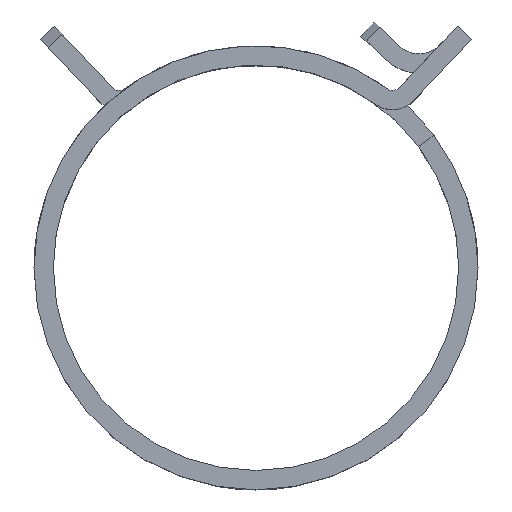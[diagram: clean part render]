
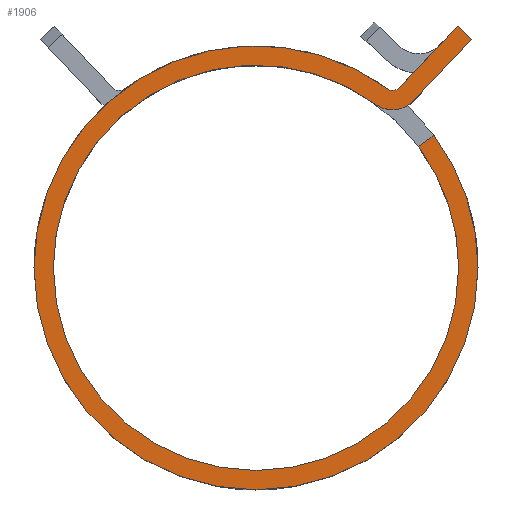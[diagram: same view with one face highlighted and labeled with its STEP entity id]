
A CAD part, top view. The second image highlights one B-rep face of the part: STEP entity #1906.
In plain terms, the highlighted planar face has unit normal (0, 0, 1).
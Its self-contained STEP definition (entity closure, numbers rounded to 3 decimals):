
#214 = EDGE_CURVE ( 'NONE', #4077, #5156, #3361, .T. ) ;
#290 = AXIS2_PLACEMENT_3D ( 'NONE', #2414, #5662, #1321 ) ;
#373 = AXIS2_PLACEMENT_3D ( 'NONE', #5648, #4282, #2842 ) ;
#427 = CARTESIAN_POINT ( 'NONE',  ( 14.837, 20.245, 6. ) ) ;
#442 = CARTESIAN_POINT ( 'NONE',  ( 22., 0., 6. ) ) ;
#488 = EDGE_CURVE ( 'NONE', #3926, #6168, #5587, .T. ) ;
#552 = EDGE_CURVE ( 'NONE', #1043, #4883, #1296, .T. ) ;
#587 = DIRECTION ( 'NONE',  ( 1., 0., 0. ) ) ;
#641 = ORIENTED_EDGE ( 'NONE', *, *, #5381, .F. ) ;
#673 = AXIS2_PLACEMENT_3D ( 'NONE', #1706, #5544, #2645 ) ;
#720 = VERTEX_POINT ( 'NONE', #2489 ) ;
#875 = EDGE_CURVE ( 'NONE', #720, #4077, #5472, .T. ) ;
#889 = PLANE ( 'NONE',  #290 ) ;
#948 = CARTESIAN_POINT ( 'NONE',  ( 13.005, 17.745, 6. ) ) ;
#978 = CARTESIAN_POINT ( 'NONE',  ( 17.092, 18.118, 6. ) ) ;
#996 = ORIENTED_EDGE ( 'NONE', *, *, #2689, .F. ) ;
#1043 = VERTEX_POINT ( 'NONE', #3088 ) ;
#1222 = CARTESIAN_POINT ( 'NONE',  ( -22., 0., 6. ) ) ;
#1265 = VERTEX_POINT ( 'NONE', #948 ) ;
#1296 = CIRCLE ( 'NONE', #4797, 24.1 ) ;
#1321 = DIRECTION ( 'NONE',  ( 1., 0., 0. ) ) ;
#1374 = CARTESIAN_POINT ( 'NONE',  ( 19.331, 14.392, 6. ) ) ;
#1577 = CIRCLE ( 'NONE', #673, 22. ) ;
#1583 = LINE ( 'NONE', #2602, #3409 ) ;
#1606 = AXIS2_PLACEMENT_3D ( 'NONE', #5112, #5208, #4177 ) ;
#1630 = CARTESIAN_POINT ( 'NONE',  ( -24.1, 0., 6. ) ) ;
#1673 = DIRECTION ( 'NONE',  ( 0.727, -0.686, 0. ) ) ;
#1706 = CARTESIAN_POINT ( 'NONE',  ( 0., 0., 6. ) ) ;
#1789 = AXIS2_PLACEMENT_3D ( 'NONE', #427, #2326, #5133 ) ;
#1906 = ADVANCED_FACE ( 'NONE', ( #3829 ), #889, .T. ) ;
#2239 = CARTESIAN_POINT ( 'NONE',  ( 0., 0., 6. ) ) ;
#2270 = VECTOR ( 'NONE', #2337, 1000. ) ;
#2303 = DIRECTION ( 'NONE',  ( 0., 0., 1. ) ) ;
#2326 = DIRECTION ( 'NONE',  ( 0., 0., -1. ) ) ;
#2337 = DIRECTION ( 'NONE',  ( -0.686, -0.727, 0. ) ) ;
#2377 = CARTESIAN_POINT ( 'NONE',  ( 17.646, 13.138, 6. ) ) ;
#2411 = ORIENTED_EDGE ( 'NONE', *, *, #488, .F. ) ;
#2414 = CARTESIAN_POINT ( 'NONE',  ( 0., 0., 6. ) ) ;
#2419 = VECTOR ( 'NONE', #1673, 1000. ) ;
#2488 = DIRECTION ( 'NONE',  ( 0., 0., 1. ) ) ;
#2489 = CARTESIAN_POINT ( 'NONE',  ( 15.565, 19.559, 6. ) ) ;
#2552 = ORIENTED_EDGE ( 'NONE', *, *, #552, .T. ) ;
#2554 = CARTESIAN_POINT ( 'NONE',  ( 21.872, 26.245, 6. ) ) ;
#2602 = CARTESIAN_POINT ( 'NONE',  ( 17.646, 13.138, 6. ) ) ;
#2623 = LINE ( 'NONE', #5375, #2643 ) ;
#2631 = DIRECTION ( 'NONE',  ( 1., 0., 0. ) ) ;
#2643 = VECTOR ( 'NONE', #2995, 1000. ) ;
#2645 = DIRECTION ( 'NONE',  ( 1., 0., 0. ) ) ;
#2662 = DIRECTION ( 'NONE',  ( 0., 0., 1. ) ) ;
#2689 = EDGE_CURVE ( 'NONE', #6168, #5016, #5207, .T. ) ;
#2720 = ORIENTED_EDGE ( 'NONE', *, *, #5060, .T. ) ;
#2838 = DIRECTION ( 'NONE',  ( 1., 0., 0. ) ) ;
#2842 = DIRECTION ( 'NONE',  ( -1., 0., 0. ) ) ;
#2855 = EDGE_CURVE ( 'NONE', #3695, #6042, #6005, .T. ) ;
#2992 = ORIENTED_EDGE ( 'NONE', *, *, #875, .T. ) ;
#2995 = DIRECTION ( 'NONE',  ( -0.686, -0.727, 0. ) ) ;
#3088 = CARTESIAN_POINT ( 'NONE',  ( 24.1, 0., 6. ) ) ;
#3327 = ORIENTED_EDGE ( 'NONE', *, *, #2855, .F. ) ;
#3337 = VERTEX_POINT ( 'NONE', #978 ) ;
#3361 = CIRCLE ( 'NONE', #4367, 24.1 ) ;
#3409 = VECTOR ( 'NONE', #4483, 1000. ) ;
#3414 = AXIS2_PLACEMENT_3D ( 'NONE', #5887, #2488, #587 ) ;
#3499 = CARTESIAN_POINT ( 'NONE',  ( 0., 0., 6. ) ) ;
#3505 = ORIENTED_EDGE ( 'NONE', *, *, #6018, .T. ) ;
#3657 = CIRCLE ( 'NONE', #4467, 24.1 ) ;
#3664 = CIRCLE ( 'NONE', #373, 3.1 ) ;
#3695 = VERTEX_POINT ( 'NONE', #2554 ) ;
#3697 = ORIENTED_EDGE ( 'NONE', *, *, #214, .T. ) ;
#3829 = FACE_OUTER_BOUND ( 'NONE', #3862, .T. ) ;
#3862 = EDGE_LOOP ( 'NONE', ( #3697, #2720, #2552, #4259, #996, #2411, #4197, #5693, #641, #3327, #3505, #2992 ) ) ;
#3926 = VERTEX_POINT ( 'NONE', #1222 ) ;
#3960 = EDGE_CURVE ( 'NONE', #5016, #4883, #1583, .T. ) ;
#4077 = VERTEX_POINT ( 'NONE', #5549 ) ;
#4177 = DIRECTION ( 'NONE',  ( 1., 0., 0. ) ) ;
#4197 = ORIENTED_EDGE ( 'NONE', *, *, #5560, .F. ) ;
#4259 = ORIENTED_EDGE ( 'NONE', *, *, #3960, .F. ) ;
#4282 = DIRECTION ( 'NONE',  ( 0., 0., -1. ) ) ;
#4367 = AXIS2_PLACEMENT_3D ( 'NONE', #6098, #2662, #2631 ) ;
#4467 = AXIS2_PLACEMENT_3D ( 'NONE', #3499, #5929, #4472 ) ;
#4472 = DIRECTION ( 'NONE',  ( 1., 0., 0. ) ) ;
#4483 = DIRECTION ( 'NONE',  ( 0.802, 0.597, 0. ) ) ;
#4621 = CARTESIAN_POINT ( 'NONE',  ( 23.4, 24.804, 6. ) ) ;
#4717 = CARTESIAN_POINT ( 'NONE',  ( 23.4, 24.804, 6. ) ) ;
#4778 = LINE ( 'NONE', #4717, #2270 ) ;
#4797 = AXIS2_PLACEMENT_3D ( 'NONE', #2239, #2303, #2838 ) ;
#4883 = VERTEX_POINT ( 'NONE', #1374 ) ;
#5016 = VERTEX_POINT ( 'NONE', #2377 ) ;
#5060 = EDGE_CURVE ( 'NONE', #5156, #1043, #3657, .T. ) ;
#5070 = CARTESIAN_POINT ( 'NONE',  ( 21.872, 26.245, 6. ) ) ;
#5112 = CARTESIAN_POINT ( 'NONE',  ( 0., 0., 6. ) ) ;
#5133 = DIRECTION ( 'NONE',  ( 1., 0., 0. ) ) ;
#5156 = VERTEX_POINT ( 'NONE', #1630 ) ;
#5207 = CIRCLE ( 'NONE', #3414, 22. ) ;
#5208 = DIRECTION ( 'NONE',  ( 0., 0., 1. ) ) ;
#5375 = CARTESIAN_POINT ( 'NONE',  ( 21.872, 26.245, 6. ) ) ;
#5381 = EDGE_CURVE ( 'NONE', #6042, #3337, #4778, .T. ) ;
#5415 = EDGE_CURVE ( 'NONE', #3337, #1265, #3664, .T. ) ;
#5472 = CIRCLE ( 'NONE', #1789, 1. ) ;
#5544 = DIRECTION ( 'NONE',  ( 0., 0., 1. ) ) ;
#5549 = CARTESIAN_POINT ( 'NONE',  ( 14.246, 19.439, 6. ) ) ;
#5560 = EDGE_CURVE ( 'NONE', #1265, #3926, #1577, .T. ) ;
#5587 = CIRCLE ( 'NONE', #1606, 22. ) ;
#5648 = CARTESIAN_POINT ( 'NONE',  ( 14.837, 20.245, 6. ) ) ;
#5662 = DIRECTION ( 'NONE',  ( 0., 0., 1. ) ) ;
#5693 = ORIENTED_EDGE ( 'NONE', *, *, #5415, .F. ) ;
#5887 = CARTESIAN_POINT ( 'NONE',  ( 0., 0., 6. ) ) ;
#5929 = DIRECTION ( 'NONE',  ( 0., 0., 1. ) ) ;
#6005 = LINE ( 'NONE', #5070, #2419 ) ;
#6018 = EDGE_CURVE ( 'NONE', #3695, #720, #2623, .T. ) ;
#6042 = VERTEX_POINT ( 'NONE', #4621 ) ;
#6098 = CARTESIAN_POINT ( 'NONE',  ( 0., 0., 6. ) ) ;
#6168 = VERTEX_POINT ( 'NONE', #442 ) ;
